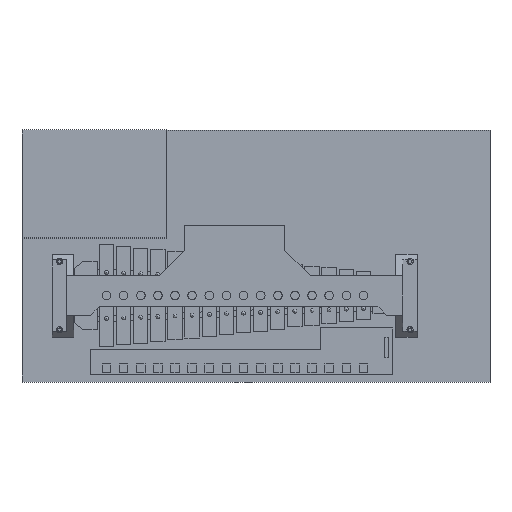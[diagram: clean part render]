
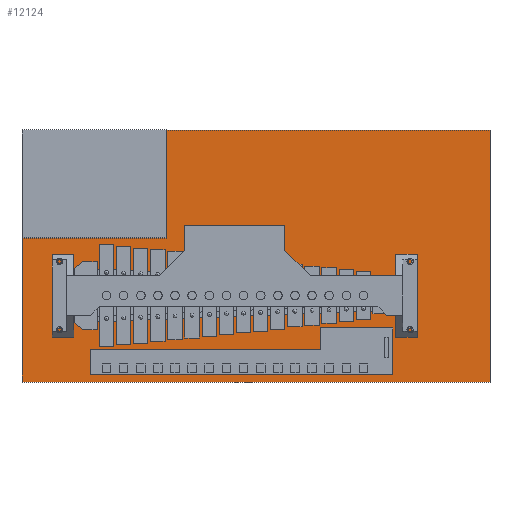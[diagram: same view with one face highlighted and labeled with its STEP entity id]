
A CAD part, top view. The second image highlights one B-rep face of the part: STEP entity #12124.
In plain terms, the highlighted planar face has unit normal (0, 0, 1).
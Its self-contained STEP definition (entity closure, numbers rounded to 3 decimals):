
#1258=FACE_OUTER_BOUND('',#2104,.T.);
#2104=EDGE_LOOP('',(#9267,#9268,#9269,#9270));
#2979=LINE('',#18609,#4267);
#2983=LINE('',#18617,#4271);
#2986=LINE('',#18623,#4274);
#2989=LINE('',#18628,#4277);
#4267=VECTOR('',#15237,10.);
#4271=VECTOR('',#15243,10.);
#4274=VECTOR('',#15248,10.);
#4277=VECTOR('',#15253,10.);
#5615=VERTEX_POINT('',#18607);
#5616=VERTEX_POINT('',#18608);
#5619=VERTEX_POINT('',#18616);
#5621=VERTEX_POINT('',#18622);
#6939=EDGE_CURVE('',#5615,#5616,#2979,.T.);
#6943=EDGE_CURVE('',#5616,#5619,#2983,.T.);
#6946=EDGE_CURVE('',#5619,#5621,#2986,.T.);
#6949=EDGE_CURVE('',#5621,#5615,#2989,.T.);
#9267=ORIENTED_EDGE('',*,*,#6949,.T.);
#9268=ORIENTED_EDGE('',*,*,#6939,.T.);
#9269=ORIENTED_EDGE('',*,*,#6943,.T.);
#9270=ORIENTED_EDGE('',*,*,#6946,.T.);
#11462=PLANE('',#13202);
#12124=ADVANCED_FACE('',(#1258),#11462,.F.);
#13202=AXIS2_PLACEMENT_3D('',#18631,#15257,#15258);
#15237=DIRECTION('',(0.,-1.,0.));
#15243=DIRECTION('',(1.,0.,0.));
#15248=DIRECTION('',(0.,1.,0.));
#15253=DIRECTION('',(-1.,0.,0.));
#15257=DIRECTION('center_axis',(0.,0.,-1.));
#15258=DIRECTION('ref_axis',(1.,0.,0.));
#18607=CARTESIAN_POINT('',(-80.,230.,0.));
#18608=CARTESIAN_POINT('',(-80.,-120.,0.));
#18609=CARTESIAN_POINT('',(-80.,230.,0.));
#18616=CARTESIAN_POINT('',(570.,-120.,0.));
#18617=CARTESIAN_POINT('',(-80.,-120.,0.));
#18622=CARTESIAN_POINT('',(570.,230.,0.));
#18623=CARTESIAN_POINT('',(570.,-120.,0.));
#18628=CARTESIAN_POINT('',(570.,230.,0.));
#18631=CARTESIAN_POINT('Origin',(245.,55.,0.));
